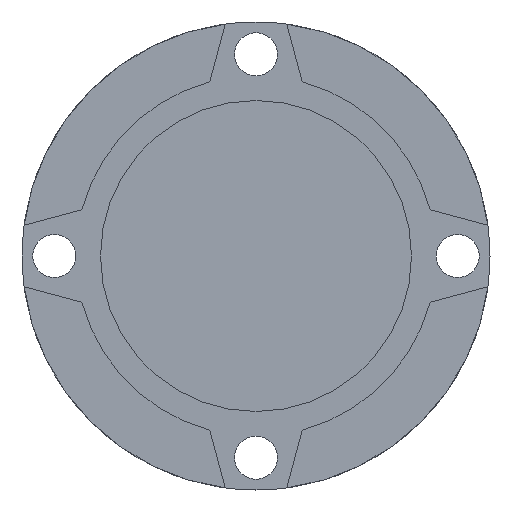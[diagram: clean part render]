
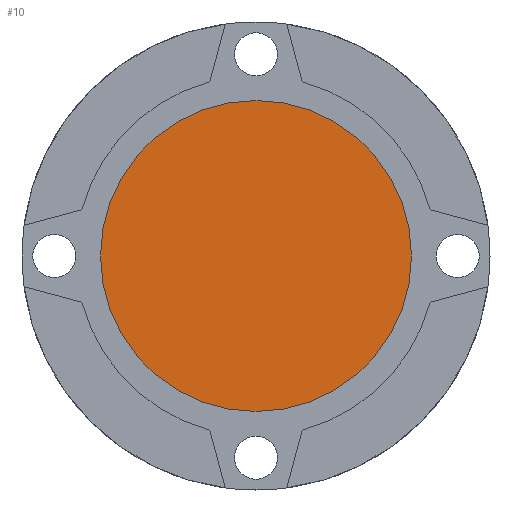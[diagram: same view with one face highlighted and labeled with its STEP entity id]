
A CAD part, left-side view. The second image highlights one B-rep face of the part: STEP entity #10.
In plain terms, the highlighted planar face has unit normal (-1, 0, 0).
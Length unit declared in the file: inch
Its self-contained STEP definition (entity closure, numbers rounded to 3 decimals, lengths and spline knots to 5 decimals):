
#10 = ADVANCED_FACE ( 'NONE', ( #132 ), #640, .T. ) ;
#54 = CIRCLE ( 'NONE', #562, 0.99409 ) ;
#132 = FACE_OUTER_BOUND ( 'NONE', #223, .T. ) ;
#138 = ORIENTED_EDGE ( 'NONE', *, *, #1124, .T. ) ;
#223 = EDGE_LOOP ( 'NONE', ( #773, #138 ) ) ;
#285 = CARTESIAN_POINT ( 'NONE',  ( 0., 0., -0.99409 ) ) ;
#311 = VERTEX_POINT ( 'NONE', #812 ) ;
#355 = AXIS2_PLACEMENT_3D ( 'NONE', #1150, #1222, #660 ) ;
#562 = AXIS2_PLACEMENT_3D ( 'NONE', #1180, #1178, #1174 ) ;
#613 = VERTEX_POINT ( 'NONE', #285 ) ;
#640 = PLANE ( 'NONE',  #870 ) ;
#660 = DIRECTION ( 'NONE',  ( 0., 0., 1. ) ) ;
#692 = CIRCLE ( 'NONE', #355, 0.99409 ) ;
#700 = EDGE_CURVE ( 'NONE', #613, #311, #54, .T. ) ;
#722 = DIRECTION ( 'NONE',  ( -1., 0., 0. ) ) ;
#751 = DIRECTION ( 'NONE',  ( 0., 0., 1. ) ) ;
#773 = ORIENTED_EDGE ( 'NONE', *, *, #700, .T. ) ;
#812 = CARTESIAN_POINT ( 'NONE',  ( 0., 0., 0.99409 ) ) ;
#870 = AXIS2_PLACEMENT_3D ( 'NONE', #1074, #722, #751 ) ;
#1074 = CARTESIAN_POINT ( 'NONE',  ( 0., 0., 0. ) ) ;
#1124 = EDGE_CURVE ( 'NONE', #311, #613, #692, .T. ) ;
#1150 = CARTESIAN_POINT ( 'NONE',  ( 0., 0., 0. ) ) ;
#1174 = DIRECTION ( 'NONE',  ( 0., 0., 1. ) ) ;
#1178 = DIRECTION ( 'NONE',  ( -1., 0., 0. ) ) ;
#1180 = CARTESIAN_POINT ( 'NONE',  ( 0., 0., 0. ) ) ;
#1222 = DIRECTION ( 'NONE',  ( -1., 0., 0. ) ) ;
